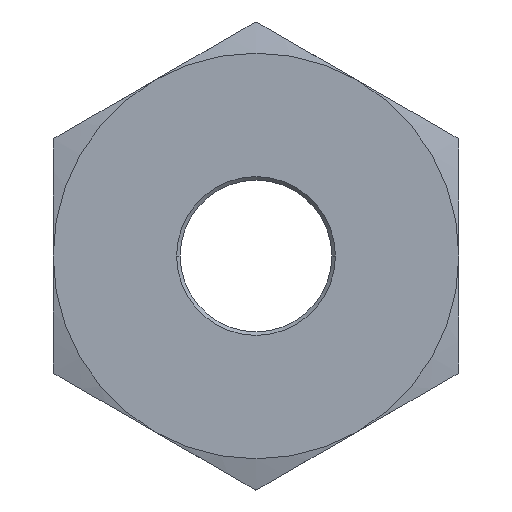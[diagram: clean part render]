
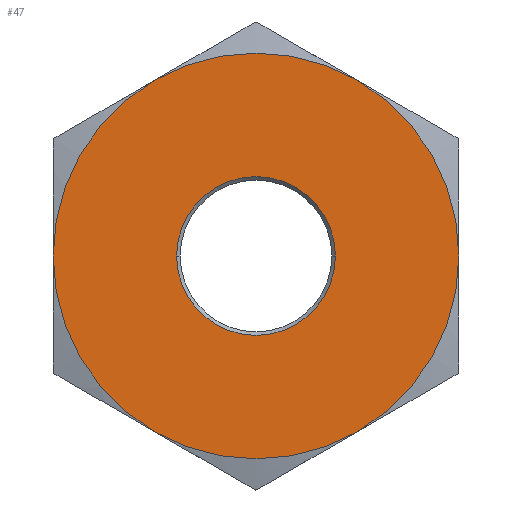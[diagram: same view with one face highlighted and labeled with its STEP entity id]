
A CAD part, front view. The second image highlights one B-rep face of the part: STEP entity #47.
In plain terms, the highlighted planar face has unit normal (0, -1, 0).
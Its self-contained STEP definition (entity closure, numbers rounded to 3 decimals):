
#47 = ADVANCED_FACE ( 'NONE', ( #5061, #3888 ), #10916, .F. ) ;
#156 = DIRECTION ( 'NONE',  ( 1., 0., 0. ) ) ;
#596 = VERTEX_POINT ( 'NONE', #9656 ) ;
#1113 = CIRCLE ( 'NONE', #13632, 15.852 ) ;
#1221 = DIRECTION ( 'NONE',  ( 0., 1., 0. ) ) ;
#1432 = CIRCLE ( 'NONE', #2667, 40.5 ) ;
#2240 = CARTESIAN_POINT ( 'NONE',  ( 0., 0., 0. ) ) ;
#2331 = CIRCLE ( 'NONE', #7539, 15.852 ) ;
#2468 = VERTEX_POINT ( 'NONE', #4487 ) ;
#2667 = AXIS2_PLACEMENT_3D ( 'NONE', #10122, #3574, #13362 ) ;
#2700 = DIRECTION ( 'NONE',  ( 1., 0., 0. ) ) ;
#2932 = CARTESIAN_POINT ( 'NONE',  ( 20.25, 0., 35.074 ) ) ;
#2975 = AXIS2_PLACEMENT_3D ( 'NONE', #4408, #1221, #5504 ) ;
#2976 = EDGE_CURVE ( 'NONE', #2468, #3755, #7270, .T. ) ;
#3038 = CARTESIAN_POINT ( 'NONE',  ( 0., 0., 0. ) ) ;
#3148 = ORIENTED_EDGE ( 'NONE', *, *, #2976, .T. ) ;
#3179 = CIRCLE ( 'NONE', #11167, 40.5 ) ;
#3232 = VERTEX_POINT ( 'NONE', #11516 ) ;
#3256 = ORIENTED_EDGE ( 'NONE', *, *, #5102, .T. ) ;
#3574 = DIRECTION ( 'NONE',  ( 0., -1., 0. ) ) ;
#3745 = VERTEX_POINT ( 'NONE', #2932 ) ;
#3755 = VERTEX_POINT ( 'NONE', #13710 ) ;
#3888 = FACE_BOUND ( 'NONE', #7435, .T. ) ;
#4408 = CARTESIAN_POINT ( 'NONE',  ( 0., 0., 0. ) ) ;
#4487 = CARTESIAN_POINT ( 'NONE',  ( -20.25, 0., 35.074 ) ) ;
#4777 = CIRCLE ( 'NONE', #6834, 40.5 ) ;
#5061 = FACE_OUTER_BOUND ( 'NONE', #11798, .T. ) ;
#5102 = EDGE_CURVE ( 'NONE', #3232, #3745, #3179, .T. ) ;
#5504 = DIRECTION ( 'NONE',  ( 0., 0., 1. ) ) ;
#5706 = ORIENTED_EDGE ( 'NONE', *, *, #7419, .F. ) ;
#6122 = ORIENTED_EDGE ( 'NONE', *, *, #10623, .T. ) ;
#6160 = CIRCLE ( 'NONE', #11267, 40.5 ) ;
#6277 = DIRECTION ( 'NONE',  ( 1., 0., 0. ) ) ;
#6834 = AXIS2_PLACEMENT_3D ( 'NONE', #11422, #12625, #11560 ) ;
#7169 = AXIS2_PLACEMENT_3D ( 'NONE', #3038, #7439, #7347 ) ;
#7177 = VERTEX_POINT ( 'NONE', #12997 ) ;
#7270 = CIRCLE ( 'NONE', #13817, 40.5 ) ;
#7340 = CARTESIAN_POINT ( 'NONE',  ( 0., 0., 0. ) ) ;
#7347 = DIRECTION ( 'NONE',  ( 1., 0., 0. ) ) ;
#7373 = VERTEX_POINT ( 'NONE', #11363 ) ;
#7419 = EDGE_CURVE ( 'NONE', #11741, #7177, #2331, .T. ) ;
#7435 = EDGE_LOOP ( 'NONE', ( #5706, #9282 ) ) ;
#7439 = DIRECTION ( 'NONE',  ( 0., -1., 0. ) ) ;
#7513 = DIRECTION ( 'NONE',  ( 1., 0., 0. ) ) ;
#7539 = AXIS2_PLACEMENT_3D ( 'NONE', #11273, #13473, #2700 ) ;
#8244 = CARTESIAN_POINT ( 'NONE',  ( 15.852, 0., 0. ) ) ;
#8875 = ORIENTED_EDGE ( 'NONE', *, *, #13641, .T. ) ;
#9282 = ORIENTED_EDGE ( 'NONE', *, *, #13102, .F. ) ;
#9527 = DIRECTION ( 'NONE',  ( 1., 0., 0. ) ) ;
#9609 = CARTESIAN_POINT ( 'NONE',  ( 0., 0., 0. ) ) ;
#9656 = CARTESIAN_POINT ( 'NONE',  ( 20.25, 0., -35.074 ) ) ;
#9689 = DIRECTION ( 'NONE',  ( 0., -1., 0. ) ) ;
#9724 = EDGE_CURVE ( 'NONE', #596, #3232, #1432, .T. ) ;
#10122 = CARTESIAN_POINT ( 'NONE',  ( 0., 0., 0. ) ) ;
#10623 = EDGE_CURVE ( 'NONE', #3755, #7373, #6160, .T. ) ;
#10666 = EDGE_CURVE ( 'NONE', #7373, #596, #11860, .T. ) ;
#10745 = CARTESIAN_POINT ( 'NONE',  ( 0., 0., 0. ) ) ;
#10916 = PLANE ( 'NONE',  #2975 ) ;
#11167 = AXIS2_PLACEMENT_3D ( 'NONE', #2240, #12242, #156 ) ;
#11267 = AXIS2_PLACEMENT_3D ( 'NONE', #10745, #14010, #7513 ) ;
#11273 = CARTESIAN_POINT ( 'NONE',  ( 0., 0., 0. ) ) ;
#11363 = CARTESIAN_POINT ( 'NONE',  ( -20.25, 0., -35.074 ) ) ;
#11422 = CARTESIAN_POINT ( 'NONE',  ( 0., 0., 0. ) ) ;
#11516 = CARTESIAN_POINT ( 'NONE',  ( 40.5, 0., 0. ) ) ;
#11560 = DIRECTION ( 'NONE',  ( 1., 0., 0. ) ) ;
#11578 = DIRECTION ( 'NONE',  ( 0., -1., 0. ) ) ;
#11741 = VERTEX_POINT ( 'NONE', #8244 ) ;
#11798 = EDGE_LOOP ( 'NONE', ( #6122, #12103, #13915, #3256, #8875, #3148 ) ) ;
#11860 = CIRCLE ( 'NONE', #7169, 40.5 ) ;
#12103 = ORIENTED_EDGE ( 'NONE', *, *, #10666, .T. ) ;
#12242 = DIRECTION ( 'NONE',  ( 0., -1., 0. ) ) ;
#12625 = DIRECTION ( 'NONE',  ( 0., -1., 0. ) ) ;
#12997 = CARTESIAN_POINT ( 'NONE',  ( -15.852, 0., 0. ) ) ;
#13102 = EDGE_CURVE ( 'NONE', #7177, #11741, #1113, .T. ) ;
#13362 = DIRECTION ( 'NONE',  ( 1., 0., 0. ) ) ;
#13473 = DIRECTION ( 'NONE',  ( 0., -1., 0. ) ) ;
#13632 = AXIS2_PLACEMENT_3D ( 'NONE', #9609, #11578, #9527 ) ;
#13641 = EDGE_CURVE ( 'NONE', #3745, #2468, #4777, .T. ) ;
#13710 = CARTESIAN_POINT ( 'NONE',  ( -40.5, 0., 0. ) ) ;
#13817 = AXIS2_PLACEMENT_3D ( 'NONE', #7340, #9689, #6277 ) ;
#13915 = ORIENTED_EDGE ( 'NONE', *, *, #9724, .T. ) ;
#14010 = DIRECTION ( 'NONE',  ( 0., -1., 0. ) ) ;
